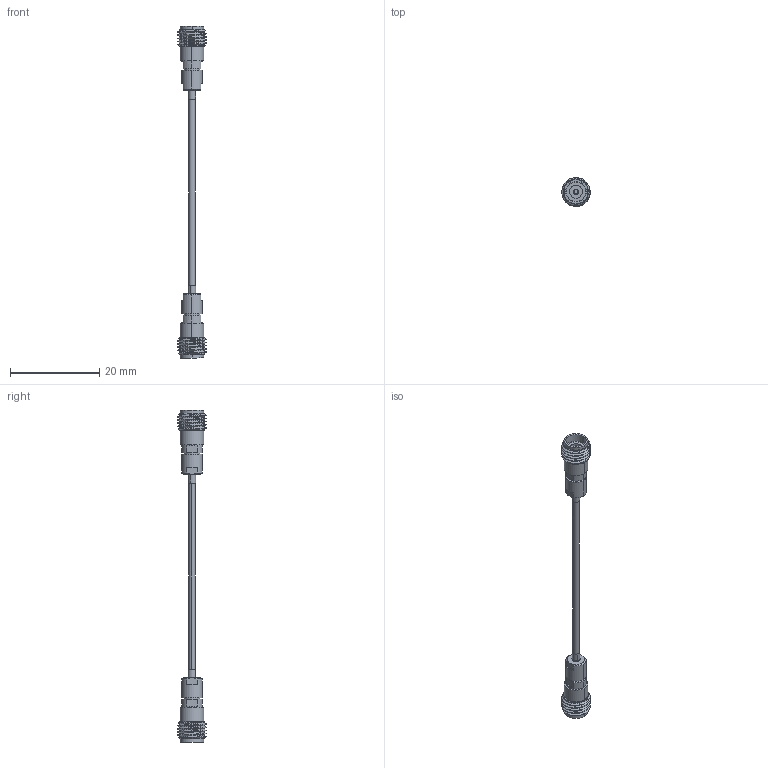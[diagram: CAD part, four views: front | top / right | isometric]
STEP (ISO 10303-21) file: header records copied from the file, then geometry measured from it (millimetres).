
FILE_DESCRIPTION (( 'STEP AP214' ), '1' );
FILE_NAME ('FMCA9974_3D.step', '2024-01-19T19:35:14', ( '' ), ( '' ), 'SwSTEP 2.0', 'SolidWorks 2022', '' );
FILE_SCHEMA (( 'AUTOMOTIVE_DESIGN' ));
Length unit declared in the file: inch
Products named in the file (4): Copy of Heatshrink_047_240177^FMCA9974; Copy of FMCN45911^FMCA9974; Copy of PE-P047 Cable New^FMCA9974; FMCA9974_3D
Assembly tree (5 placements, depth 2):
  FMCA9974_3D
    Copy of PE-P047 Cable New^FMCA9974
    Copy of Heatshrink_047_240177^FMCA9974  x2
    Copy of FMCN45911^FMCA9974  x2
Bounding box: 6.35 x 6.35 x 74.47 mm (x, y, z)
Volume: 603.2 mm3; surface area: 1136.1 mm2
Topology: 5 solids, 5 shells, 180 faces, 420 edges, 268 vertices
Faces by surface type: cylinder 70, plane 60, cone 36, torus 8, bspline 6
Entity records: 4513 total; most frequent: CARTESIAN_POINT 2271, DIRECTION 451, ORIENTED_EDGE 426, EDGE_CURVE 213, AXIS2_PLACEMENT_3D 186, VERTEX_POINT 136, EDGE_LOOP 101, ADVANCED_FACE 92
